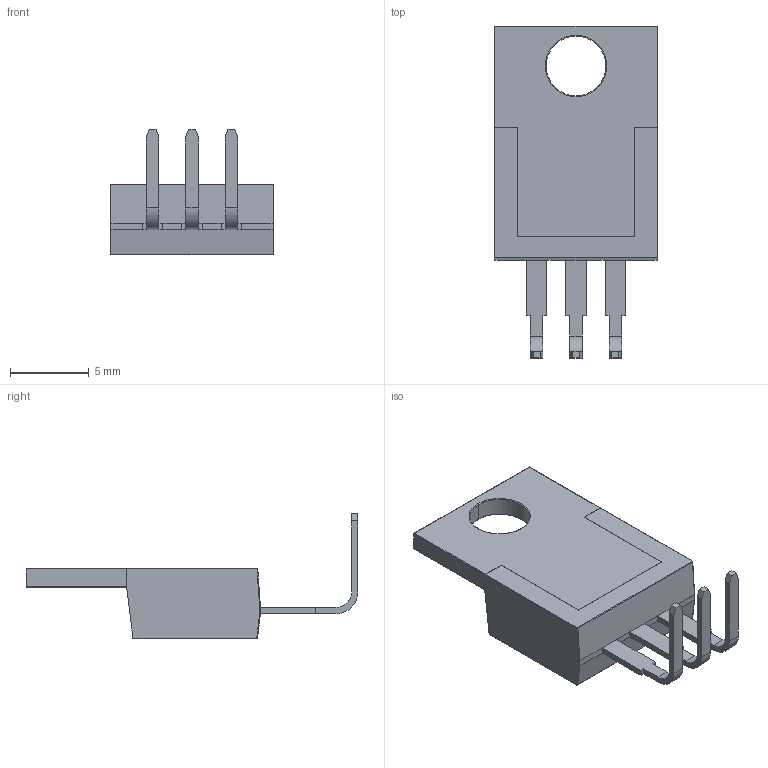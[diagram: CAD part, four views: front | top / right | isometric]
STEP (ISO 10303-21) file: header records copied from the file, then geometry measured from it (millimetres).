
FILE_DESCRIPTION (( 'STEP AP214' ), '1' );
FILE_NAME ('User Library-TO220-1.STEP', '2022-04-13T14:06:07', ( '' ), ( '' ), 'SwSTEP 2.0', 'SolidWorks 2021', '' );
FILE_SCHEMA (( 'AUTOMOTIVE_DESIGN' ));
Length unit declared in the file: millimetre
Products named in the file (1): User Library-TO220-1
Bounding box: 10.4 x 21.1 x 8 mm (x, y, z)
Volume: 467 mm3; surface area: 568.7 mm2
Topology: 1 solids, 1 shells, 107 faces, 289 edges, 180 vertices
Faces by surface type: plane 62, cylinder 33, sphere 8, torus 4
Entity records: 4229 total; most frequent: CARTESIAN_POINT 597, ORIENTED_EDGE 570, DIRECTION 563, EDGE_CURVE 285, VECTOR 207, LINE 207, VERTEX_POINT 180, AXIS2_PLACEMENT_3D 178
